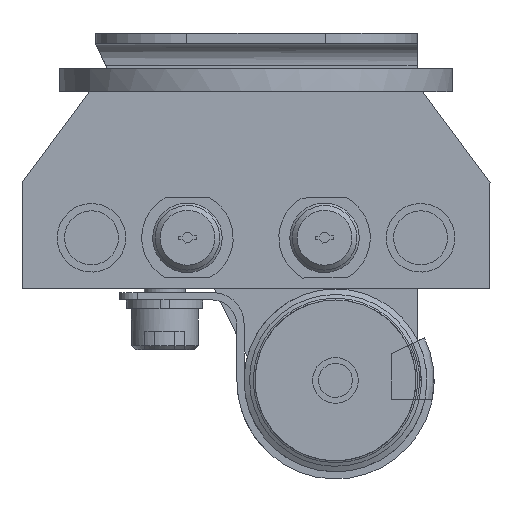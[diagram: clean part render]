
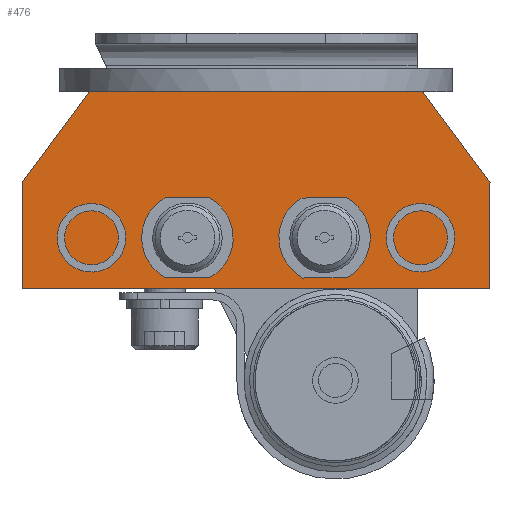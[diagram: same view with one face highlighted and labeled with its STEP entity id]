
A CAD part, front view. The second image highlights one B-rep face of the part: STEP entity #476.
In plain terms, the highlighted planar face has unit normal (0, -1, 0).
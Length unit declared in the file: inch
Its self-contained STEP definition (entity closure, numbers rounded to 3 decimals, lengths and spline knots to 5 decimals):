
#476=ADVANCED_FACE('',(#1453,#1454,#1455),#741,.F.);
#741=PLANE('',#4537);
#883=LINE('',#6472,#1171);
#884=LINE('',#6474,#1172);
#891=LINE('',#6499,#1179);
#895=LINE('',#6508,#1183);
#901=LINE('',#6519,#1189);
#904=LINE('',#6528,#1192);
#905=LINE('',#6532,#1193);
#906=LINE('',#6533,#1194);
#907=LINE('',#6534,#1195);
#908=LINE('',#6535,#1196);
#1171=VECTOR('',#5122,1.);
#1172=VECTOR('',#5125,1.);
#1179=VECTOR('',#5146,1.);
#1183=VECTOR('',#5152,1.);
#1189=VECTOR('',#5162,1.);
#1192=VECTOR('',#5169,1.);
#1193=VECTOR('',#5172,1.);
#1194=VECTOR('',#5173,1.);
#1195=VECTOR('',#5174,1.);
#1196=VECTOR('',#5175,1.);
#1453=FACE_BOUND('',#1732,.T.);
#1454=FACE_BOUND('',#1733,.T.);
#1455=FACE_BOUND('',#1734,.T.);
#1732=EDGE_LOOP('',(#2207,#2208,#2209,#2210));
#1733=EDGE_LOOP('',(#2211,#2212,#2213,#2214));
#1734=EDGE_LOOP('',(#2215,#2216,#2217,#2218,#2219,#2220));
#2207=ORIENTED_EDGE('',*,*,#3662,.F.);
#2208=ORIENTED_EDGE('',*,*,#3700,.T.);
#2209=ORIENTED_EDGE('',*,*,#3675,.F.);
#2210=ORIENTED_EDGE('',*,*,#3701,.T.);
#2211=ORIENTED_EDGE('',*,*,#3725,.F.);
#2212=ORIENTED_EDGE('',*,*,#3726,.T.);
#2213=ORIENTED_EDGE('',*,*,#3727,.F.);
#2214=ORIENTED_EDGE('',*,*,#3728,.T.);
#2215=ORIENTED_EDGE('',*,*,#3716,.F.);
#2216=ORIENTED_EDGE('',*,*,#3729,.T.);
#2217=ORIENTED_EDGE('',*,*,#3712,.F.);
#2218=ORIENTED_EDGE('',*,*,#3730,.T.);
#2219=ORIENTED_EDGE('',*,*,#3722,.T.);
#2220=ORIENTED_EDGE('',*,*,#3731,.T.);
#3244=VERTEX_POINT('',#6387);
#3245=VERTEX_POINT('',#6388);
#3255=VERTEX_POINT('',#6412);
#3256=VERTEX_POINT('',#6414);
#3282=VERTEX_POINT('',#6498);
#3283=VERTEX_POINT('',#6500);
#3286=VERTEX_POINT('',#6507);
#3287=VERTEX_POINT('',#6509);
#3290=VERTEX_POINT('',#6520);
#3291=VERTEX_POINT('',#6521);
#3292=VERTEX_POINT('',#6526);
#3293=VERTEX_POINT('',#6527);
#3294=VERTEX_POINT('',#6529);
#3295=VERTEX_POINT('',#6531);
#3662=EDGE_CURVE('',#3244,#3245,#4232,.T.);
#3675=EDGE_CURVE('',#3255,#3256,#4236,.T.);
#3700=EDGE_CURVE('',#3244,#3256,#883,.T.);
#3701=EDGE_CURVE('',#3255,#3245,#884,.T.);
#3712=EDGE_CURVE('',#3282,#3283,#891,.T.);
#3716=EDGE_CURVE('',#3286,#3287,#895,.T.);
#3722=EDGE_CURVE('',#3290,#3291,#901,.T.);
#3725=EDGE_CURVE('',#3292,#3293,#4250,.T.);
#3726=EDGE_CURVE('',#3292,#3294,#904,.T.);
#3727=EDGE_CURVE('',#3295,#3294,#4251,.T.);
#3728=EDGE_CURVE('',#3295,#3293,#905,.T.);
#3729=EDGE_CURVE('',#3286,#3283,#906,.T.);
#3730=EDGE_CURVE('',#3282,#3290,#907,.T.);
#3731=EDGE_CURVE('',#3291,#3287,#908,.T.);
#4232=CIRCLE('',#4489,0.125);
#4236=CIRCLE('',#4495,0.125);
#4250=CIRCLE('',#4535,0.125);
#4251=CIRCLE('',#4536,0.125);
#4489=AXIS2_PLACEMENT_3D('',#6386,#5030,#5031);
#4495=AXIS2_PLACEMENT_3D('',#6413,#5051,#5052);
#4535=AXIS2_PLACEMENT_3D('',#6525,#5167,#5168);
#4536=AXIS2_PLACEMENT_3D('',#6530,#5170,#5171);
#4537=AXIS2_PLACEMENT_3D('',#6536,#5176,#5177);
#5030=DIRECTION('',(0.,-1.,0.));
#5031=DIRECTION('',(1.,0.,0.006));
#5051=DIRECTION('',(0.,-1.,0.));
#5052=DIRECTION('',(1.,0.,0.006));
#5122=DIRECTION('',(-1.,0.,-0.006));
#5125=DIRECTION('',(1.,0.,0.006));
#5146=DIRECTION('',(1.,0.,0.));
#5152=DIRECTION('',(0.,0.,-1.));
#5162=DIRECTION('',(0.,0.,-1.));
#5167=DIRECTION('',(0.,-1.,0.));
#5168=DIRECTION('',(-1.,0.,-0.01));
#5169=DIRECTION('',(1.,0.,0.01));
#5170=DIRECTION('',(0.,-1.,0.));
#5171=DIRECTION('',(-1.,0.,-0.01));
#5172=DIRECTION('',(-1.,0.,-0.01));
#5173=DIRECTION('',(-0.595,0.,0.804));
#5174=DIRECTION('',(-0.595,0.,-0.804));
#5175=DIRECTION('',(1.,0.,0.));
#5176=DIRECTION('',(0.,1.,0.));
#5177=DIRECTION('',(0.,0.,1.));
#6386=CARTESIAN_POINT('',(0.93395,-4.41564,0.12));
#6387=CARTESIAN_POINT('',(0.99518,-4.41564,0.01102));
#6388=CARTESIAN_POINT('',(0.99376,-4.41564,0.22977));
#6412=CARTESIAN_POINT('',(0.87273,-4.41564,0.22898));
#6413=CARTESIAN_POINT('',(0.93395,-4.41564,0.12));
#6414=CARTESIAN_POINT('',(0.87415,-4.41564,0.01023));
#6472=CARTESIAN_POINT('',(0.93466,-4.41564,0.01063));
#6474=CARTESIAN_POINT('',(0.93324,-4.41564,0.22937));
#6498=CARTESIAN_POINT('',(0.66645,-4.41564,0.52));
#6499=CARTESIAN_POINT('',(0.48145,-4.41564,0.52));
#6500=CARTESIAN_POINT('',(1.57645,-4.41564,0.52));
#6507=CARTESIAN_POINT('',(1.76145,-4.41564,0.27));
#6508=CARTESIAN_POINT('',(1.76145,-4.41564,0.52));
#6509=CARTESIAN_POINT('',(1.76145,-4.41564,-0.02));
#6519=CARTESIAN_POINT('',(0.48145,-4.41564,0.52));
#6520=CARTESIAN_POINT('',(0.48145,-4.41564,0.27));
#6521=CARTESIAN_POINT('',(0.48145,-4.41564,-0.02));
#6525=CARTESIAN_POINT('',(1.30895,-4.41564,0.12));
#6526=CARTESIAN_POINT('',(1.24733,-4.41564,0.22876));
#6527=CARTESIAN_POINT('',(1.24955,-4.41564,0.01002));
#6528=CARTESIAN_POINT('',(1.30785,-4.41564,0.22937));
#6529=CARTESIAN_POINT('',(1.36836,-4.41564,0.22998));
#6530=CARTESIAN_POINT('',(1.30895,-4.41564,0.12));
#6531=CARTESIAN_POINT('',(1.37057,-4.41564,0.01124));
#6532=CARTESIAN_POINT('',(1.31006,-4.41564,0.01063));
#6533=CARTESIAN_POINT('',(1.57645,-4.41564,0.52));
#6534=CARTESIAN_POINT('',(0.66645,-4.41564,0.52));
#6535=CARTESIAN_POINT('',(0.48145,-4.41564,-0.02));
#6536=CARTESIAN_POINT('',(0.48145,-4.41564,0.52));
